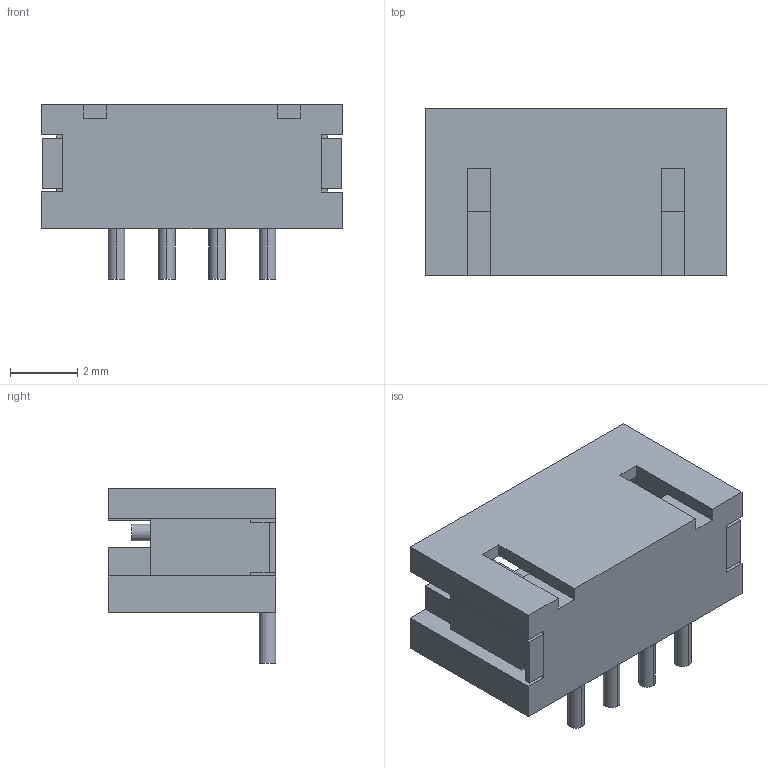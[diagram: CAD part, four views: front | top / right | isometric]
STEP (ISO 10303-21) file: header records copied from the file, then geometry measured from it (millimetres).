
FILE_DESCRIPTION (( 'STEP AP214' ), '1' );
FILE_NAME ('B4B-ZR-SM4-TF(LF)(SN).STEP', '2023-07-11T05:59:01', ( '' ), ( '' ), 'SwSTEP 2.0', 'SolidWorks 2022', '' );
FILE_SCHEMA (( 'AUTOMOTIVE_DESIGN' ));
Length unit declared in the file: millimetre
Products named in the file (1): B4B-ZR-SM4-TF(LF)(SN)
Bounding box: 9 x 5 x 5.2 mm (x, y, z)
Volume: 100.8 mm3; surface area: 320.8 mm2
Topology: 3 solids, 3 shells, 84 faces, 223 edges, 145 vertices
Faces by surface type: plane 68, cylinder 16
Entity records: 3095 total; most frequent: CARTESIAN_POINT 449, ORIENTED_EDGE 438, DIRECTION 421, EDGE_CURVE 219, VECTOR 187, LINE 187, VERTEX_POINT 145, AXIS2_PLACEMENT_3D 117
